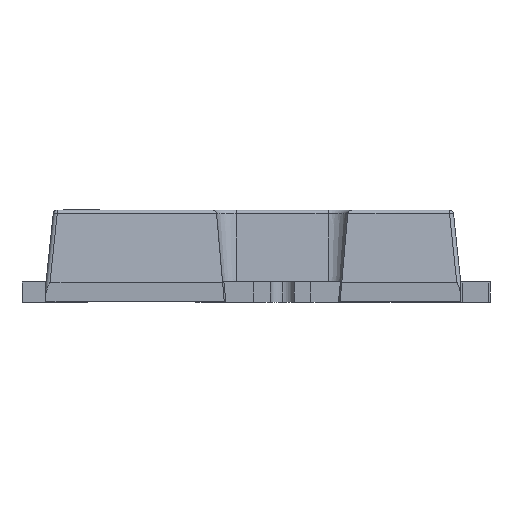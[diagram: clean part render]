
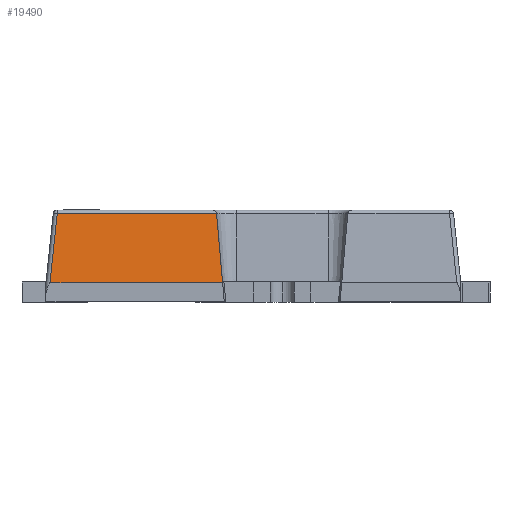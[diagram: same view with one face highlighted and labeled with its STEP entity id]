
A CAD part, front view. The second image highlights one B-rep face of the part: STEP entity #19490.
In plain terms, the highlighted planar face has unit normal (0, -0.995, 0.104).
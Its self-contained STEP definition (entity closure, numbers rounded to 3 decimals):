
#25 = EDGE_CURVE ( 'NONE', #11808, #7744, #12008, .T. ) ;
#220 = VERTEX_POINT ( 'NONE', #6586 ) ;
#1145 = DIRECTION ( 'NONE',  ( 0., -0.995, 0.105 ) ) ;
#1961 = AXIS2_PLACEMENT_3D ( 'NONE', #10773, #1145, #20037 ) ;
#1975 =( BOUNDED_CURVE ( )  B_SPLINE_CURVE ( 3, ( #7771, #16896, #4519, #6149 ),
 .UNSPECIFIED., .F., .F. ) 
 B_SPLINE_CURVE_WITH_KNOTS ( ( 4, 4 ),
 ( 1.658, 1.676 ),
 .UNSPECIFIED. ) 
 CURVE ( )  GEOMETRIC_REPRESENTATION_ITEM ( )  RATIONAL_B_SPLINE_CURVE ( ( 1., 1., 1., 1. ) ) 
 REPRESENTATION_ITEM ( '' )  );
#2418 = LINE ( 'NONE', #16486, #15423 ) ;
#2501 = CARTESIAN_POINT ( 'NONE',  ( 5.188, -4.95, 0. ) ) ;
#2589 = PLANE ( 'NONE',  #1961 ) ;
#2735 = CARTESIAN_POINT ( 'NONE',  ( -5.088, -4.95, 0. ) ) ;
#3715 = CARTESIAN_POINT ( 'NONE',  ( -0.771, -4.95, 0. ) ) ;
#3904 = DIRECTION ( 'NONE',  ( 0.087, -0.104, -0.991 ) ) ;
#3908 = EDGE_LOOP ( 'NONE', ( #7745, #18568, #16212, #18221, #15117 ) ) ;
#4124 = LINE ( 'NONE', #8504, #11878 ) ;
#4519 = CARTESIAN_POINT ( 'NONE',  ( -0.922, -4.768, 1.73 ) ) ;
#4975 = CARTESIAN_POINT ( 'NONE',  ( -4.906, -4.768, 1.73 ) ) ;
#5012 = VECTOR ( 'NONE', #7930, 1000. ) ;
#6149 = CARTESIAN_POINT ( 'NONE',  ( -0.922, -4.768, 1.73 ) ) ;
#6586 = CARTESIAN_POINT ( 'NONE',  ( -0.922, -4.768, 1.729 ) ) ;
#6922 = DIRECTION ( 'NONE',  ( -0.104, -0.104, -0.989 ) ) ;
#7594 = EDGE_CURVE ( 'NONE', #9003, #11808, #2418, .T. ) ;
#7744 = VERTEX_POINT ( 'NONE', #3715 ) ;
#7745 = ORIENTED_EDGE ( 'NONE', *, *, #17198, .F. ) ;
#7771 = CARTESIAN_POINT ( 'NONE',  ( -0.922, -4.768, 1.729 ) ) ;
#7930 = DIRECTION ( 'NONE',  ( -1., 0., 0. ) ) ;
#8122 = CARTESIAN_POINT ( 'NONE',  ( -4.996, -4.768, 1.73 ) ) ;
#8504 = CARTESIAN_POINT ( 'NONE',  ( -0.726, -5.004, -0.512 ) ) ;
#8944 = EDGE_CURVE ( 'NONE', #13666, #9003, #17371, .T. ) ;
#9003 = VERTEX_POINT ( 'NONE', #4975 ) ;
#10593 = DIRECTION ( 'NONE',  ( 1., 0., 0. ) ) ;
#10773 = CARTESIAN_POINT ( 'NONE',  ( 5.188, -4.95, 0. ) ) ;
#11808 = VERTEX_POINT ( 'NONE', #2735 ) ;
#11878 = VECTOR ( 'NONE', #3904, 1000. ) ;
#12008 = LINE ( 'NONE', #2501, #13396 ) ;
#13396 = VECTOR ( 'NONE', #10593, 1000. ) ;
#13666 = VERTEX_POINT ( 'NONE', #19519 ) ;
#15117 = ORIENTED_EDGE ( 'NONE', *, *, #25, .T. ) ;
#15423 = VECTOR ( 'NONE', #6922, 1000. ) ;
#16212 = ORIENTED_EDGE ( 'NONE', *, *, #8944, .T. ) ;
#16486 = CARTESIAN_POINT ( 'NONE',  ( -4.977, -4.839, 1.057 ) ) ;
#16896 = CARTESIAN_POINT ( 'NONE',  ( -0.922, -4.768, 1.729 ) ) ;
#17198 = EDGE_CURVE ( 'NONE', #220, #7744, #4124, .T. ) ;
#17371 = LINE ( 'NONE', #8122, #5012 ) ;
#17896 = EDGE_CURVE ( 'NONE', #220, #13666, #1975, .T. ) ;
#18221 = ORIENTED_EDGE ( 'NONE', *, *, #7594, .T. ) ;
#18494 = FACE_OUTER_BOUND ( 'NONE', #3908, .T. ) ;
#18568 = ORIENTED_EDGE ( 'NONE', *, *, #17896, .T. ) ;
#19490 = ADVANCED_FACE ( 'NONE', ( #18494 ), #2589, .T. ) ;
#19519 = CARTESIAN_POINT ( 'NONE',  ( -0.922, -4.768, 1.73 ) ) ;
#20037 = DIRECTION ( 'NONE',  ( 0., -0.105, -0.995 ) ) ;
